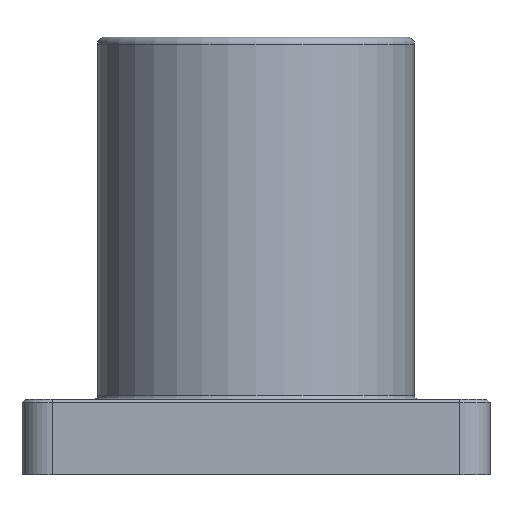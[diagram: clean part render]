
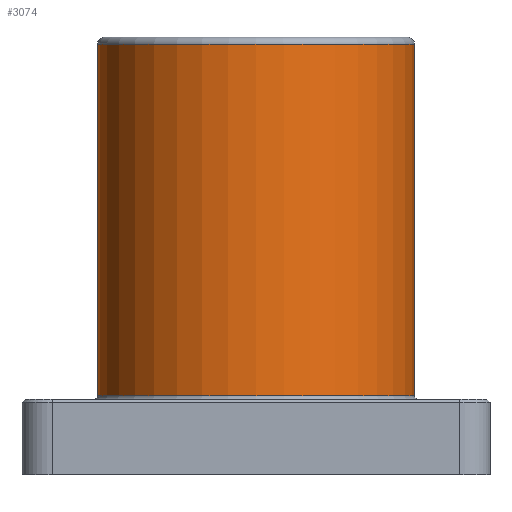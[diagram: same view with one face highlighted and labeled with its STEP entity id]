
A CAD part, left-side view. The second image highlights one B-rep face of the part: STEP entity #3074.
In plain terms, the highlighted cylindrical face has radius 33.325 mm (diameter 66.65 mm), a partial arc.
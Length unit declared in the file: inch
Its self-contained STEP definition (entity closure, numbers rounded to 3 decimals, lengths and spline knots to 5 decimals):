
#155 = VERTEX_POINT ( 'NONE', #4747 ) ;
#175 = ORIENTED_EDGE ( 'NONE', *, *, #891, .T. ) ;
#246 = DIRECTION ( 'NONE',  ( 0., 0., -1. ) ) ;
#470 = CIRCLE ( 'NONE', #2263, 1.312 ) ;
#518 = VECTOR ( 'NONE', #246, 39.37008 ) ;
#611 = CARTESIAN_POINT ( 'NONE',  ( 0., 0., 3.565 ) ) ;
#642 = CARTESIAN_POINT ( 'NONE',  ( 0., 1.312, 3.565 ) ) ;
#693 = DIRECTION ( 'NONE',  ( 0., 0., -1. ) ) ;
#770 = DIRECTION ( 'NONE',  ( 0., 1., 0. ) ) ;
#868 = AXIS2_PLACEMENT_3D ( 'NONE', #4107, #2862, #3333 ) ;
#877 = VECTOR ( 'NONE', #693, 39.37008 ) ;
#891 = EDGE_CURVE ( 'NONE', #1688, #1822, #470, .T. ) ;
#957 = EDGE_CURVE ( 'NONE', #1688, #3926, #2195, .T. ) ;
#1250 = CYLINDRICAL_SURFACE ( 'NONE', #2466, 1.312 ) ;
#1684 = CARTESIAN_POINT ( 'NONE',  ( 0., -1.312, 3.565 ) ) ;
#1688 = VERTEX_POINT ( 'NONE', #1684 ) ;
#1822 = VERTEX_POINT ( 'NONE', #642 ) ;
#2042 = EDGE_LOOP ( 'NONE', ( #3837, #175, #2766, #3723 ) ) ;
#2195 = LINE ( 'NONE', #4612, #877 ) ;
#2263 = AXIS2_PLACEMENT_3D ( 'NONE', #611, #4805, #2867 ) ;
#2413 = CIRCLE ( 'NONE', #868, 1.312 ) ;
#2466 = AXIS2_PLACEMENT_3D ( 'NONE', #3580, #4735, #770 ) ;
#2766 = ORIENTED_EDGE ( 'NONE', *, *, #4177, .T. ) ;
#2862 = DIRECTION ( 'NONE',  ( 0., 0., 1. ) ) ;
#2867 = DIRECTION ( 'NONE',  ( 0., -1., 0. ) ) ;
#2897 = LINE ( 'NONE', #4417, #518 ) ;
#3074 = ADVANCED_FACE ( 'NONE', ( #3134 ), #1250, .T. ) ;
#3134 = FACE_OUTER_BOUND ( 'NONE', #2042, .T. ) ;
#3333 = DIRECTION ( 'NONE',  ( 0., -1., 0. ) ) ;
#3580 = CARTESIAN_POINT ( 'NONE',  ( 0., 0., -0.03 ) ) ;
#3723 = ORIENTED_EDGE ( 'NONE', *, *, #4605, .T. ) ;
#3837 = ORIENTED_EDGE ( 'NONE', *, *, #957, .F. ) ;
#3926 = VERTEX_POINT ( 'NONE', #4101 ) ;
#4101 = CARTESIAN_POINT ( 'NONE',  ( 0., -1.312, 0.656 ) ) ;
#4107 = CARTESIAN_POINT ( 'NONE',  ( 0., 0., 0.656 ) ) ;
#4177 = EDGE_CURVE ( 'NONE', #1822, #155, #2897, .T. ) ;
#4417 = CARTESIAN_POINT ( 'NONE',  ( 0., 1.312, -0.03 ) ) ;
#4605 = EDGE_CURVE ( 'NONE', #155, #3926, #2413, .T. ) ;
#4612 = CARTESIAN_POINT ( 'NONE',  ( 0., -1.312, -0.03 ) ) ;
#4735 = DIRECTION ( 'NONE',  ( 0., 0., -1. ) ) ;
#4747 = CARTESIAN_POINT ( 'NONE',  ( 0., 1.312, 0.656 ) ) ;
#4805 = DIRECTION ( 'NONE',  ( 0., 0., -1. ) ) ;
